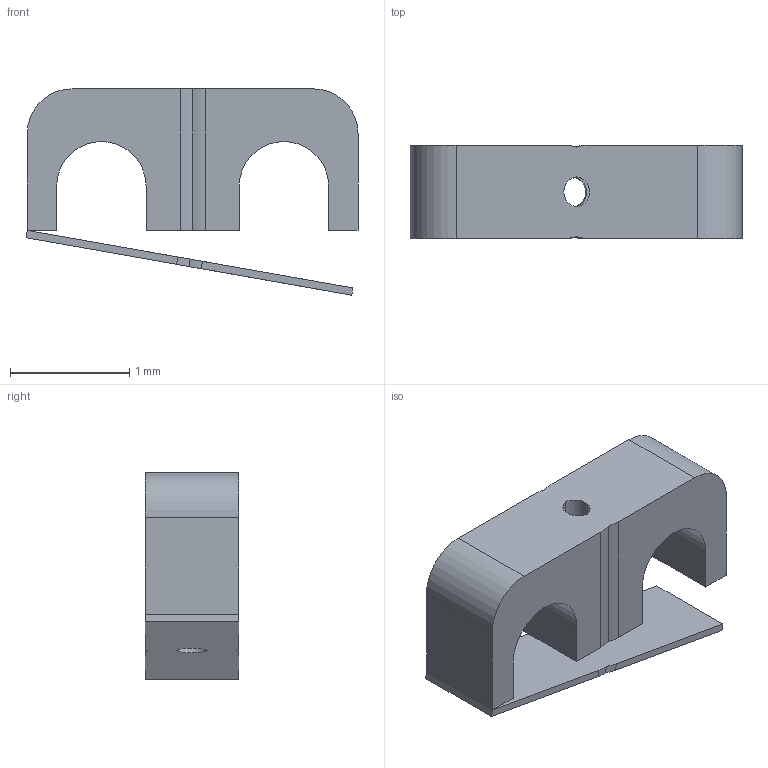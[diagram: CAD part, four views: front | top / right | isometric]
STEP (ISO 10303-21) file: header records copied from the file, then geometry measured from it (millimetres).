
FILE_DESCRIPTION((''),'2;1');
FILE_NAME('13AC7511.stp','2015-07-14T14:00:34',(''),(''),'Mechanical Desktop 2011','Mechanical Desktop 2011',', , ');
FILE_SCHEMA(('CONFIG_CONTROL_DESIGN'));
Length unit declared in the file: millimetre
Products named in the file (1): Product
Bounding box: 2.78 x 0.78 x 1.73 mm (x, y, z)
Volume: 1.8 mm3; surface area: 17.7 mm2
Topology: 2 solids, 2 shells, 38 faces, 102 edges, 66 vertices
Faces by surface type: plane 22, cylinder 16
Entity records: 1293 total; most frequent: DIRECTION 212, CARTESIAN_POINT 207, ORIENTED_EDGE 204, EDGE_CURVE 102, AXIS2_PLACEMENT_3D 71, VECTOR 70, LINE 70, VERTEX_POINT 66
